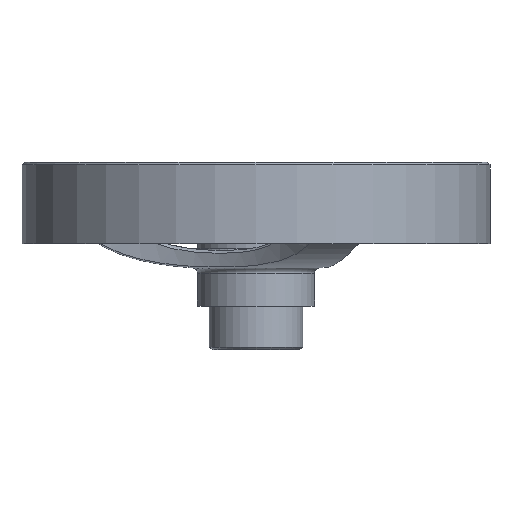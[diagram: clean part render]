
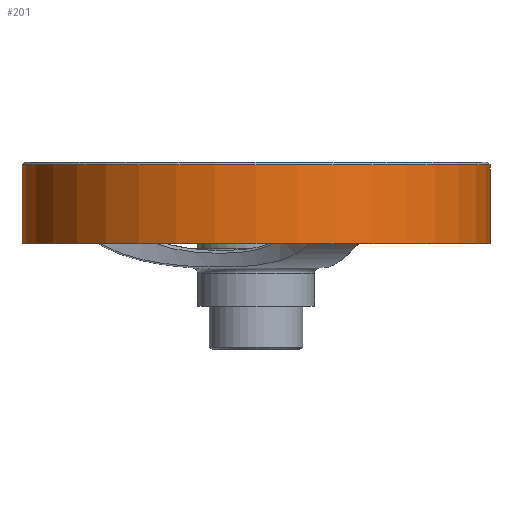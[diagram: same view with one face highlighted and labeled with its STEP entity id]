
A CAD part, front view. The second image highlights one B-rep face of the part: STEP entity #201.
In plain terms, the highlighted cylindrical face has radius 80 mm (diameter 160 mm), a full revolution.
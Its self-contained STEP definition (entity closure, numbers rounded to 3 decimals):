
#201 = ADVANCED_FACE( '', ( #433, #434 ), #435, .T. );
#433 = FACE_OUTER_BOUND( '', #1025, .T. );
#434 = FACE_OUTER_BOUND( '', #1026, .T. );
#435 = CYLINDRICAL_SURFACE( '', #1027, 80. );
#1025 = EDGE_LOOP( '', ( #1875 ) );
#1026 = EDGE_LOOP( '', ( #1876 ) );
#1027 = AXIS2_PLACEMENT_3D( '', #1877, #1878, #1879 );
#1875 = ORIENTED_EDGE( '', *, *, #3268, .T. );
#1876 = ORIENTED_EDGE( '', *, *, #3269, .T. );
#1877 = CARTESIAN_POINT( '', ( 0., 0., -57. ) );
#1878 = DIRECTION( '', ( 0., 0., -1. ) );
#1879 = DIRECTION( '', ( 1., 0., 0. ) );
#3268 = EDGE_CURVE( '', #3822, #3822, #3823, .T. );
#3269 = EDGE_CURVE( '', #3824, #3824, #3825, .T. );
#3822 = VERTEX_POINT( '', #4883 );
#3823 = CIRCLE( '', #4884, 80. );
#3824 = VERTEX_POINT( '', #4885 );
#3825 = CIRCLE( '', #4886, 80. );
#4883 = CARTESIAN_POINT( '', ( -80., 0., 48.255 ) );
#4884 = AXIS2_PLACEMENT_3D( '', #6581, #6582, #6583 );
#4885 = CARTESIAN_POINT( '', ( 80., 0., 21.255 ) );
#4886 = AXIS2_PLACEMENT_3D( '', #6584, #6585, #6586 );
#6581 = CARTESIAN_POINT( '', ( 0., 0., 48.255 ) );
#6582 = DIRECTION( '', ( 0., 0., -1. ) );
#6583 = DIRECTION( '', ( -1., 0., 0. ) );
#6584 = CARTESIAN_POINT( '', ( 0., 0., 21.255 ) );
#6585 = DIRECTION( '', ( 0., 0., 1. ) );
#6586 = DIRECTION( '', ( 1., 0., 0. ) );
